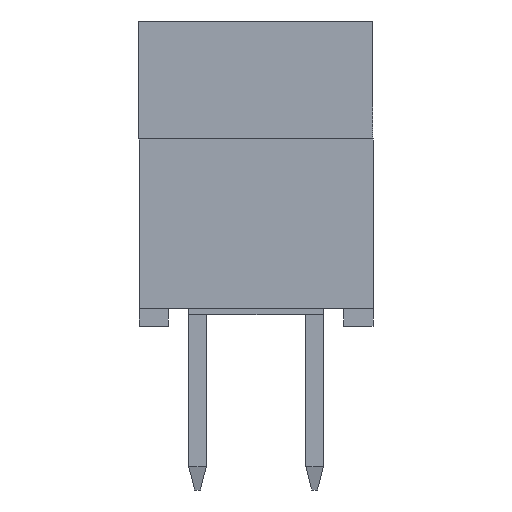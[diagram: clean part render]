
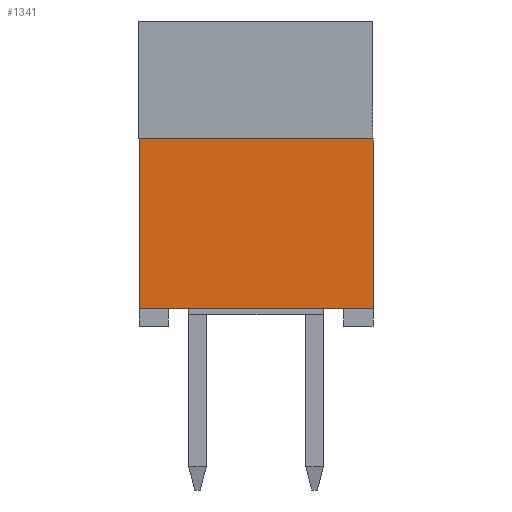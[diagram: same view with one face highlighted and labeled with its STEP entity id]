
A CAD part, left-side view. The second image highlights one B-rep face of the part: STEP entity #1341.
In plain terms, the highlighted planar face has unit normal (-1, 0, 0).
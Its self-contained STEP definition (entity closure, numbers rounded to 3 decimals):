
#1341 = ADVANCED_FACE( '', ( #2979 ), #2980, .T. );
#2979 = FACE_OUTER_BOUND( '', #4994, .T. );
#2980 = PLANE( '', #4995 );
#4994 = EDGE_LOOP( '', ( #8279, #8280, #8281, #8282 ) );
#4995 = AXIS2_PLACEMENT_3D( '', #8283, #8284, #8285 );
#8279 = ORIENTED_EDGE( '', *, *, #13315, .T. );
#8280 = ORIENTED_EDGE( '', *, *, #13086, .T. );
#8281 = ORIENTED_EDGE( '', *, *, #14087, .T. );
#8282 = ORIENTED_EDGE( '', *, *, #14088, .T. );
#8283 = CARTESIAN_POINT( '', ( -19.05, 0., 0. ) );
#8284 = DIRECTION( '', ( -1., 0., 0. ) );
#8285 = DIRECTION( '', ( 0., 0., 1. ) );
#13086 = EDGE_CURVE( '', #15851, #15852, #15853, .T. );
#13315 = EDGE_CURVE( '', #16271, #15851, #16272, .T. );
#14087 = EDGE_CURVE( '', #15852, #17569, #17570, .T. );
#14088 = EDGE_CURVE( '', #17569, #16271, #17571, .T. );
#15851 = VERTEX_POINT( '', #19913 );
#15852 = VERTEX_POINT( '', #19914 );
#15853 = LINE( '', #19915, #19916 );
#16271 = VERTEX_POINT( '', #20510 );
#16272 = LINE( '', #20511, #20512 );
#17569 = VERTEX_POINT( '', #22395 );
#17570 = LINE( '', #22396, #22397 );
#17571 = LINE( '', #22398, #22399 );
#19913 = CARTESIAN_POINT( '', ( -19.05, -2., 1.45 ) );
#19914 = CARTESIAN_POINT( '', ( -19.05, 2., 1.45 ) );
#19915 = CARTESIAN_POINT( '', ( -19.05, -2., 1.45 ) );
#19916 = VECTOR( '', #25244, 1000. );
#20510 = CARTESIAN_POINT( '', ( -19.05, -2., -1.45 ) );
#20511 = CARTESIAN_POINT( '', ( -19.05, -2., -1.45 ) );
#20512 = VECTOR( '', #25496, 1000. );
#22395 = CARTESIAN_POINT( '', ( -19.05, 2., -1.45 ) );
#22396 = CARTESIAN_POINT( '', ( -19.05, 2., 1.45 ) );
#22397 = VECTOR( '', #26281, 1000. );
#22398 = CARTESIAN_POINT( '', ( -19.05, 2., -1.45 ) );
#22399 = VECTOR( '', #26282, 1000. );
#25244 = DIRECTION( '', ( 0., 1., 0. ) );
#25496 = DIRECTION( '', ( 0., 0., 1. ) );
#26281 = DIRECTION( '', ( 0., 0., -1. ) );
#26282 = DIRECTION( '', ( 0., -1., 0. ) );
